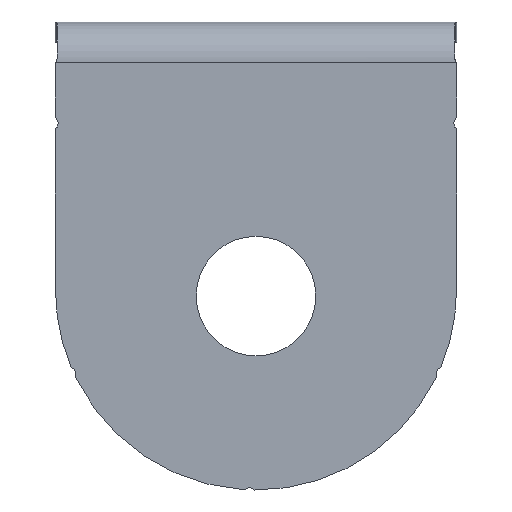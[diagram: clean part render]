
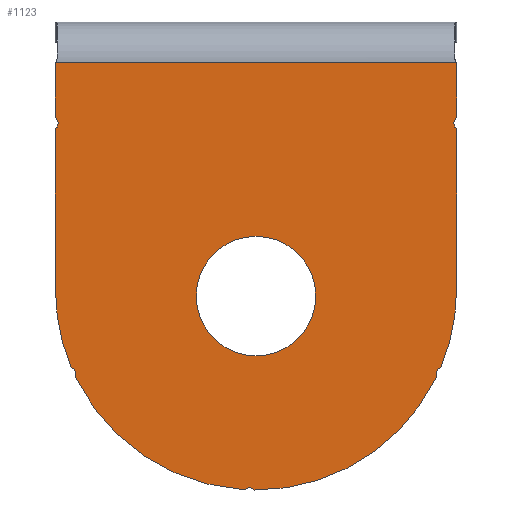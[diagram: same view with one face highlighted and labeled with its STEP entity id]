
A CAD part, front view. The second image highlights one B-rep face of the part: STEP entity #1123.
In plain terms, the highlighted planar face has unit normal (0, -1, 0).
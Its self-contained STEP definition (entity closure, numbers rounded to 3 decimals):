
#64=FACE_BOUND('',#132,.T.);
#73=FACE_OUTER_BOUND('',#131,.T.);
#131=EDGE_LOOP('',(#710,#711,#712,#713,#714,#715,#716,#717,#718,#719,#720,
#721,#722,#723,#724,#725,#726,#727,#728,#729,#730));
#132=EDGE_LOOP('',(#731));
#198=LINE('',#1657,#286);
#199=LINE('',#1661,#287);
#200=LINE('',#1667,#288);
#201=LINE('',#1689,#289);
#202=LINE('',#1694,#290);
#286=VECTOR('',#1329,10.);
#287=VECTOR('',#1332,10.);
#288=VECTOR('',#1337,10.);
#289=VECTOR('',#1358,10.);
#290=VECTOR('',#1363,10.);
#374=CIRCLE('',#1205,0.5);
#375=CIRCLE('',#1206,0.5);
#376=CIRCLE('',#1207,0.5);
#377=CIRCLE('',#1208,0.5);
#378=CIRCLE('',#1209,15.);
#379=CIRCLE('',#1210,0.5);
#380=CIRCLE('',#1211,0.5);
#381=CIRCLE('',#1212,15.);
#382=CIRCLE('',#1213,0.5);
#383=CIRCLE('',#1214,0.5);
#384=CIRCLE('',#1215,15.);
#385=CIRCLE('',#1216,0.5);
#386=CIRCLE('',#1217,0.5);
#387=CIRCLE('',#1218,15.);
#388=CIRCLE('',#1219,0.5);
#389=CIRCLE('',#1220,0.5);
#390=CIRCLE('',#1221,4.468);
#435=VERTEX_POINT('',#1653);
#436=VERTEX_POINT('',#1654);
#437=VERTEX_POINT('',#1656);
#438=VERTEX_POINT('',#1658);
#439=VERTEX_POINT('',#1660);
#440=VERTEX_POINT('',#1662);
#441=VERTEX_POINT('',#1664);
#442=VERTEX_POINT('',#1666);
#443=VERTEX_POINT('',#1668);
#444=VERTEX_POINT('',#1670);
#445=VERTEX_POINT('',#1672);
#446=VERTEX_POINT('',#1674);
#447=VERTEX_POINT('',#1676);
#448=VERTEX_POINT('',#1678);
#449=VERTEX_POINT('',#1680);
#450=VERTEX_POINT('',#1682);
#451=VERTEX_POINT('',#1684);
#452=VERTEX_POINT('',#1686);
#453=VERTEX_POINT('',#1688);
#454=VERTEX_POINT('',#1690);
#455=VERTEX_POINT('',#1692);
#456=VERTEX_POINT('',#1695);
#545=EDGE_CURVE('',#435,#436,#374,.T.);
#546=EDGE_CURVE('',#435,#437,#198,.T.);
#547=EDGE_CURVE('',#438,#437,#375,.T.);
#548=EDGE_CURVE('',#439,#438,#199,.T.);
#549=EDGE_CURVE('',#440,#439,#376,.T.);
#550=EDGE_CURVE('',#440,#441,#377,.T.);
#551=EDGE_CURVE('',#442,#441,#200,.T.);
#552=EDGE_CURVE('',#443,#442,#378,.T.);
#553=EDGE_CURVE('',#443,#444,#379,.T.);
#554=EDGE_CURVE('',#445,#444,#380,.T.);
#555=EDGE_CURVE('',#446,#445,#381,.T.);
#556=EDGE_CURVE('',#447,#446,#382,.T.);
#557=EDGE_CURVE('',#447,#448,#383,.T.);
#558=EDGE_CURVE('',#449,#448,#384,.T.);
#559=EDGE_CURVE('',#450,#449,#385,.T.);
#560=EDGE_CURVE('',#450,#451,#386,.T.);
#561=EDGE_CURVE('',#452,#451,#387,.T.);
#562=EDGE_CURVE('',#453,#452,#201,.T.);
#563=EDGE_CURVE('',#453,#454,#388,.T.);
#564=EDGE_CURVE('',#455,#454,#389,.T.);
#565=EDGE_CURVE('',#436,#455,#202,.T.);
#566=EDGE_CURVE('',#456,#456,#390,.T.);
#710=ORIENTED_EDGE('',*,*,#545,.F.);
#711=ORIENTED_EDGE('',*,*,#546,.T.);
#712=ORIENTED_EDGE('',*,*,#547,.F.);
#713=ORIENTED_EDGE('',*,*,#548,.F.);
#714=ORIENTED_EDGE('',*,*,#549,.F.);
#715=ORIENTED_EDGE('',*,*,#550,.T.);
#716=ORIENTED_EDGE('',*,*,#551,.F.);
#717=ORIENTED_EDGE('',*,*,#552,.F.);
#718=ORIENTED_EDGE('',*,*,#553,.T.);
#719=ORIENTED_EDGE('',*,*,#554,.F.);
#720=ORIENTED_EDGE('',*,*,#555,.F.);
#721=ORIENTED_EDGE('',*,*,#556,.F.);
#722=ORIENTED_EDGE('',*,*,#557,.T.);
#723=ORIENTED_EDGE('',*,*,#558,.F.);
#724=ORIENTED_EDGE('',*,*,#559,.F.);
#725=ORIENTED_EDGE('',*,*,#560,.T.);
#726=ORIENTED_EDGE('',*,*,#561,.F.);
#727=ORIENTED_EDGE('',*,*,#562,.F.);
#728=ORIENTED_EDGE('',*,*,#563,.T.);
#729=ORIENTED_EDGE('',*,*,#564,.F.);
#730=ORIENTED_EDGE('',*,*,#565,.F.);
#731=ORIENTED_EDGE('',*,*,#566,.F.);
#1040=PLANE('',#1204);
#1123=ADVANCED_FACE('',(#73,#64),#1040,.T.);
#1204=AXIS2_PLACEMENT_3D('',#1652,#1325,#1326);
#1205=AXIS2_PLACEMENT_3D('',#1655,#1327,#1328);
#1206=AXIS2_PLACEMENT_3D('',#1659,#1330,#1331);
#1207=AXIS2_PLACEMENT_3D('',#1663,#1333,#1334);
#1208=AXIS2_PLACEMENT_3D('',#1665,#1335,#1336);
#1209=AXIS2_PLACEMENT_3D('',#1669,#1338,#1339);
#1210=AXIS2_PLACEMENT_3D('',#1671,#1340,#1341);
#1211=AXIS2_PLACEMENT_3D('',#1673,#1342,#1343);
#1212=AXIS2_PLACEMENT_3D('',#1675,#1344,#1345);
#1213=AXIS2_PLACEMENT_3D('',#1677,#1346,#1347);
#1214=AXIS2_PLACEMENT_3D('',#1679,#1348,#1349);
#1215=AXIS2_PLACEMENT_3D('',#1681,#1350,#1351);
#1216=AXIS2_PLACEMENT_3D('',#1683,#1352,#1353);
#1217=AXIS2_PLACEMENT_3D('',#1685,#1354,#1355);
#1218=AXIS2_PLACEMENT_3D('',#1687,#1356,#1357);
#1219=AXIS2_PLACEMENT_3D('',#1691,#1359,#1360);
#1220=AXIS2_PLACEMENT_3D('',#1693,#1361,#1362);
#1221=AXIS2_PLACEMENT_3D('',#1696,#1364,#1365);
#1325=DIRECTION('center_axis',(0.,-1.,0.));
#1326=DIRECTION('ref_axis',(0.,0.,-1.));
#1327=DIRECTION('center_axis',(0.,1.,0.));
#1328=DIRECTION('ref_axis',(0.962,0.,0.274));
#1329=DIRECTION('',(-1.,0.,0.));
#1330=DIRECTION('center_axis',(0.,1.,0.));
#1331=DIRECTION('ref_axis',(-0.962,0.,0.274));
#1332=DIRECTION('',(0.,0.,1.));
#1333=DIRECTION('center_axis',(0.,1.,0.));
#1334=DIRECTION('ref_axis',(-0.949,0.,-0.316));
#1335=DIRECTION('center_axis',(0.,1.,0.));
#1336=DIRECTION('ref_axis',(0.6,0.,0.8));
#1337=DIRECTION('',(0.,0.,1.));
#1338=DIRECTION('center_axis',(0.,1.,0.));
#1339=DIRECTION('ref_axis',(1.,0.,0.));
#1340=DIRECTION('center_axis',(0.,1.,0.));
#1341=DIRECTION('ref_axis',(0.356,0.,0.935));
#1342=DIRECTION('center_axis',(0.,1.,0.));
#1343=DIRECTION('ref_axis',(-0.985,0.,-0.173));
#1344=DIRECTION('center_axis',(0.,1.,0.));
#1345=DIRECTION('ref_axis',(1.,0.,0.));
#1346=DIRECTION('center_axis',(0.,1.,0.));
#1347=DIRECTION('ref_axis',(0.217,0.,-0.976));
#1348=DIRECTION('center_axis',(0.,1.,0.));
#1349=DIRECTION('ref_axis',(-0.682,0.,0.731));
#1350=DIRECTION('center_axis',(0.,1.,0.));
#1351=DIRECTION('ref_axis',(1.,0.,0.));
#1352=DIRECTION('center_axis',(0.,1.,0.));
#1353=DIRECTION('ref_axis',(0.985,0.,-0.173));
#1354=DIRECTION('center_axis',(0.,1.,0.));
#1355=DIRECTION('ref_axis',(-0.937,0.,-0.351));
#1356=DIRECTION('center_axis',(0.,1.,0.));
#1357=DIRECTION('ref_axis',(1.,0.,0.));
#1358=DIRECTION('',(0.,0.,-1.));
#1359=DIRECTION('center_axis',(0.,1.,0.));
#1360=DIRECTION('ref_axis',(-0.6,0.,-0.8));
#1361=DIRECTION('center_axis',(0.,1.,0.));
#1362=DIRECTION('ref_axis',(0.949,0.,-0.316));
#1363=DIRECTION('',(0.,0.,-1.));
#1364=DIRECTION('center_axis',(0.,-1.,0.));
#1365=DIRECTION('ref_axis',(0.,0.,1.));
#1652=CARTESIAN_POINT('Origin',(0.,0.,-1.5));
#1653=CARTESIAN_POINT('',(14.97,0.,14.5));
#1654=CARTESIAN_POINT('',(15.,0.,14.33));
#1655=CARTESIAN_POINT('Origin',(14.5,0.,14.33));
#1656=CARTESIAN_POINT('',(-14.97,0.,14.5));
#1657=CARTESIAN_POINT('',(7.5,0.,14.5));
#1658=CARTESIAN_POINT('',(-15.,0.,14.33));
#1659=CARTESIAN_POINT('Origin',(-14.5,0.,14.33));
#1660=CARTESIAN_POINT('',(-15.,0.,10.52));
#1661=CARTESIAN_POINT('',(-15.,0.,-17.5));
#1662=CARTESIAN_POINT('',(-14.9,0.,10.22));
#1663=CARTESIAN_POINT('Origin',(-14.5,0.,10.52));
#1664=CARTESIAN_POINT('',(-15.,0.,9.52));
#1665=CARTESIAN_POINT('Origin',(-15.3,0.,9.92));
#1666=CARTESIAN_POINT('',(-15.,0.,-2.5));
#1667=CARTESIAN_POINT('',(-15.,0.,-17.5));
#1668=CARTESIAN_POINT('',(-13.811,0.,-8.353));
#1669=CARTESIAN_POINT('Origin',(0.,0.,-2.5));
#1670=CARTESIAN_POINT('',(-13.492,0.,-8.876));
#1671=CARTESIAN_POINT('Origin',(-13.989,0.,-8.82));
#1672=CARTESIAN_POINT('',(-13.443,0.,-9.154));
#1673=CARTESIAN_POINT('Origin',(-12.995,0.,-8.932));
#1674=CARTESIAN_POINT('',(-1.017,0.,-17.465));
#1675=CARTESIAN_POINT('Origin',(0.,0.,-2.5));
#1676=CARTESIAN_POINT('',(-0.742,0.,-17.404));
#1677=CARTESIAN_POINT('Origin',(-0.983,0.,-16.967));
#1678=CARTESIAN_POINT('',(-0.136,0.,-17.499));
#1679=CARTESIAN_POINT('Origin',(-0.5,0.,-17.842));
#1680=CARTESIAN_POINT('',(13.443,0.,-9.154));
#1681=CARTESIAN_POINT('Origin',(0.,0.,-2.5));
#1682=CARTESIAN_POINT('',(13.492,0.,-8.876));
#1683=CARTESIAN_POINT('Origin',(12.995,0.,-8.932));
#1684=CARTESIAN_POINT('',(13.811,0.,-8.353));
#1685=CARTESIAN_POINT('Origin',(13.989,0.,-8.82));
#1686=CARTESIAN_POINT('',(15.,0.,-2.5));
#1687=CARTESIAN_POINT('Origin',(0.,0.,-2.5));
#1688=CARTESIAN_POINT('',(15.,0.,9.52));
#1689=CARTESIAN_POINT('',(15.,0.,17.5));
#1690=CARTESIAN_POINT('',(14.9,0.,10.22));
#1691=CARTESIAN_POINT('Origin',(15.3,0.,9.92));
#1692=CARTESIAN_POINT('',(15.,0.,10.52));
#1693=CARTESIAN_POINT('Origin',(14.5,0.,10.52));
#1694=CARTESIAN_POINT('',(15.,0.,17.5));
#1695=CARTESIAN_POINT('',(0.,0.,-7.468));
#1696=CARTESIAN_POINT('Origin',(0.,0.,-3.));
